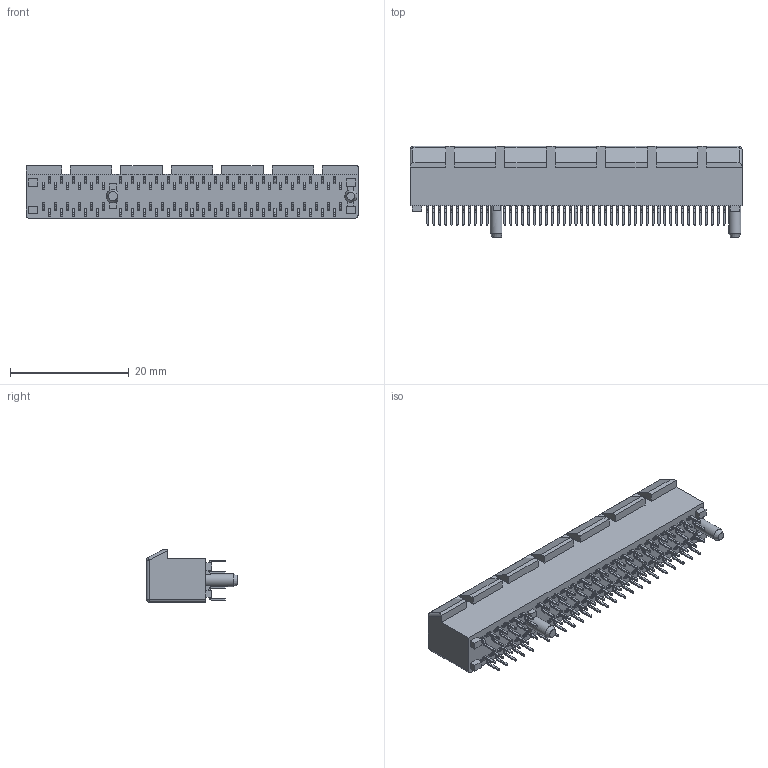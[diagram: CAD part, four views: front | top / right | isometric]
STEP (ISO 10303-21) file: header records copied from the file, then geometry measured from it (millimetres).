
FILE_DESCRIPTION(/* description */ (''),/* implementation_level */ '2;1');
FILE_NAME(/* name */ 'PCI-10018783-x0x02-96P.step',/* time_stamp */ '2025-08-05T17:58:41-07:00',/* author */ (''),/* organization */ (''),/* preprocessor_version */ 'ST-DEVELOPER v20.1',/* originating_system */ 'Autodesk Translation Framework v14.10.0.0',/* authorisation */ '');
FILE_SCHEMA (('AUTOMOTIVE_DESIGN { 1 0 10303 214 3 1 1 }'));
Length unit declared in the file: millimetre
Products named in the file (4): 10018783_98_ASM; PCI-E98PHSG; PCI-E_TER2; PCI-E_TER
Assembly tree (50 placements, depth 2):
  10018783_98_ASM
    PCI-E_TER2  x25
    PCI-E_TER  x24
    PCI-E98PHSG
Bounding box: 56 x 15.4 x 8.8 mm (x, y, z)
Volume: 3698.8 mm3; surface area: 3901.2 mm2
Topology: 197 solids, 197 shells, 2369 faces, 5885 edges, 3916 vertices
Faces by surface type: plane 1666, cylinder 697, sphere 4, cone 2
Full cylindrical faces by diameter (mm): 2.05 x1
Entity records: 6689 total; most frequent: DIRECTION 1152, CARTESIAN_POINT 1134, ORIENTED_EDGE 1054, EDGE_CURVE 527, LINE 422, VECTOR 422, AXIS2_PLACEMENT_3D 365, VERTEX_POINT 344
